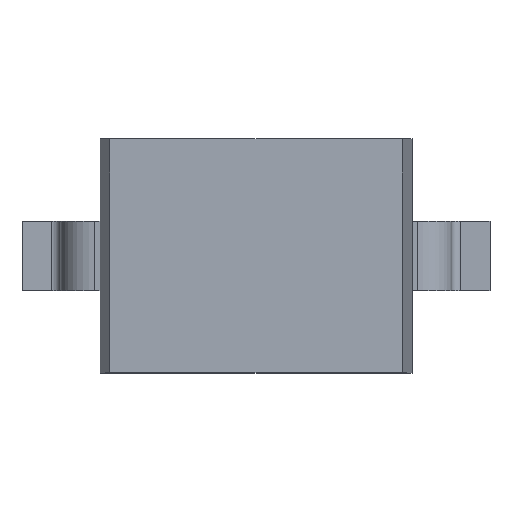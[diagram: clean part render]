
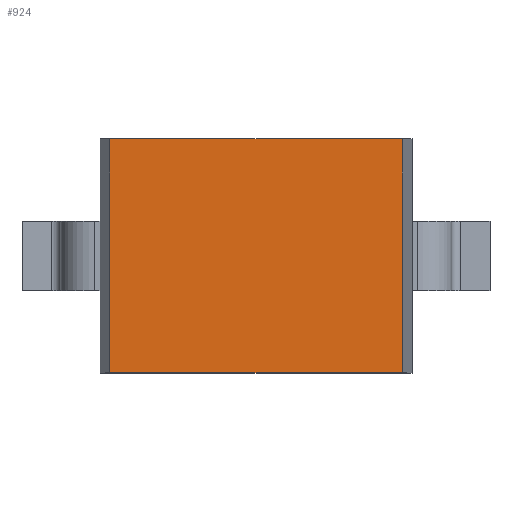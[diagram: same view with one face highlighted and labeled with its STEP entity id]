
A CAD part, top view. The second image highlights one B-rep face of the part: STEP entity #924.
In plain terms, the highlighted planar face has unit normal (0, 0, 1).
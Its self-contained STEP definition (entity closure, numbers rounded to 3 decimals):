
#105 = CARTESIAN_POINT ( 'NONE',  ( 0., -0.675, 1.1 ) ) ;
#111 = LINE ( 'NONE', #867, #559 ) ;
#121 = CARTESIAN_POINT ( 'NONE',  ( -0.844, 0., 1.1 ) ) ;
#135 = VERTEX_POINT ( 'NONE', #846 ) ;
#147 = LINE ( 'NONE', #734, #642 ) ;
#215 = VERTEX_POINT ( 'NONE', #575 ) ;
#220 = VERTEX_POINT ( 'NONE', #1139 ) ;
#260 = DIRECTION ( 'NONE',  ( 0., 0., -1. ) ) ;
#272 = CARTESIAN_POINT ( 'NONE',  ( 0., 0., 1.1 ) ) ;
#294 = DIRECTION ( 'NONE',  ( 1., 0., 0. ) ) ;
#305 = DIRECTION ( 'NONE',  ( -1., 0., 0. ) ) ;
#384 = EDGE_CURVE ( 'NONE', #842, #220, #147, .T. ) ;
#425 = PLANE ( 'NONE',  #1052 ) ;
#437 = DIRECTION ( 'NONE',  ( 0., -1., 0. ) ) ;
#458 = ORIENTED_EDGE ( 'NONE', *, *, #384, .F. ) ;
#489 = LINE ( 'NONE', #105, #725 ) ;
#498 = DIRECTION ( 'NONE',  ( 0., 1., 0. ) ) ;
#559 = VECTOR ( 'NONE', #294, 1000. ) ;
#575 = CARTESIAN_POINT ( 'NONE',  ( -0.844, 0.675, 1.1 ) ) ;
#583 = EDGE_CURVE ( 'NONE', #215, #842, #111, .T. ) ;
#588 = ORIENTED_EDGE ( 'NONE', *, *, #583, .F. ) ;
#589 = LINE ( 'NONE', #121, #659 ) ;
#636 = EDGE_CURVE ( 'NONE', #220, #135, #489, .T. ) ;
#642 = VECTOR ( 'NONE', #437, 1000. ) ;
#659 = VECTOR ( 'NONE', #498, 1000. ) ;
#725 = VECTOR ( 'NONE', #305, 1000. ) ;
#734 = CARTESIAN_POINT ( 'NONE',  ( 0.844, 0., 1.1 ) ) ;
#754 = EDGE_CURVE ( 'NONE', #135, #215, #589, .T. ) ;
#776 = EDGE_LOOP ( 'NONE', ( #933, #925, #458, #588 ) ) ;
#842 = VERTEX_POINT ( 'NONE', #912 ) ;
#846 = CARTESIAN_POINT ( 'NONE',  ( -0.844, -0.675, 1.1 ) ) ;
#867 = CARTESIAN_POINT ( 'NONE',  ( 0., 0.675, 1.1 ) ) ;
#904 = FACE_OUTER_BOUND ( 'NONE', #776, .T. ) ;
#912 = CARTESIAN_POINT ( 'NONE',  ( 0.844, 0.675, 1.1 ) ) ;
#924 = ADVANCED_FACE ( 'NONE', ( #904 ), #425, .F. ) ;
#925 = ORIENTED_EDGE ( 'NONE', *, *, #636, .F. ) ;
#933 = ORIENTED_EDGE ( 'NONE', *, *, #754, .F. ) ;
#1043 = DIRECTION ( 'NONE',  ( 0., -1., 0. ) ) ;
#1052 = AXIS2_PLACEMENT_3D ( 'NONE', #272, #260, #1043 ) ;
#1139 = CARTESIAN_POINT ( 'NONE',  ( 0.844, -0.675, 1.1 ) ) ;
